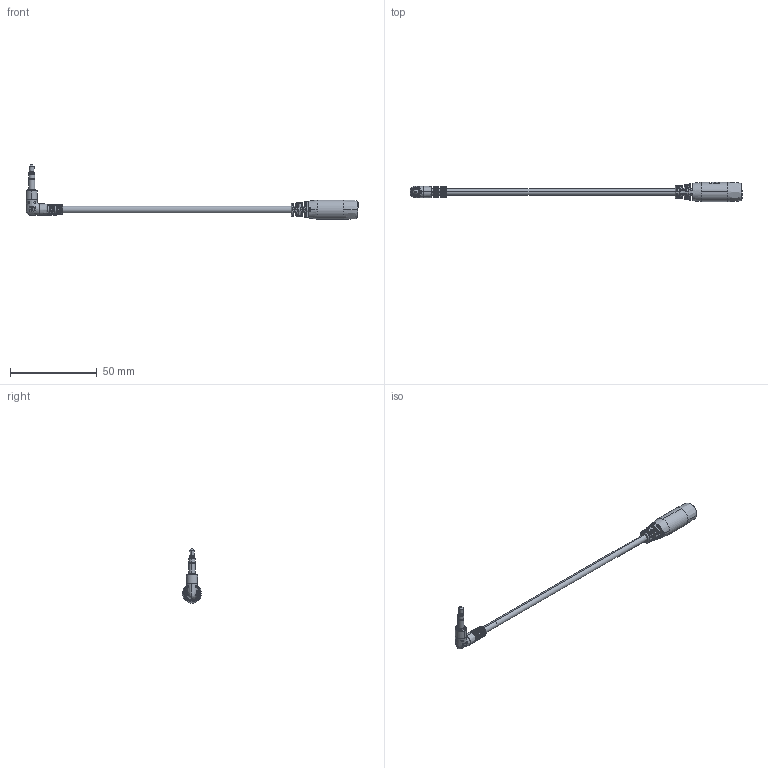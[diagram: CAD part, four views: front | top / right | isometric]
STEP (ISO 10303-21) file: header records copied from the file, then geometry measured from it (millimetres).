
FILE_DESCRIPTION (( 'STEP AP203' ), '1' );
FILE_NAME ('10-02138_revA2.STEP', '2017-05-22T16:00:10', ( '' ), ( '' ), 'SwSTEP 2.0', 'SolidWorks 2015', '' );
FILE_SCHEMA (( 'CONFIG_CONTROL_DESIGN' ));
Length unit declared in the file: millimetre
Products named in the file (11): 50-00039; 50-00039 insulator; 50-00039 ring; 50-00396; 50-00039 shell; 24-00085; 10-02138_revA2; 24-00036; 50-00039 contact 1; 50-00039 contact 2; 30-00177_blunt cut
Assembly tree (10 placements, depth 3):
  10-02138_revA2
    30-00177_blunt cut
    24-00085
    24-00036
    50-00396
    50-00039
      50-00039 contact 1
      50-00039 contact 2
      50-00039 insulator
      50-00039 ring
      50-00039 shell
Bounding box: 191 x 11 x 31.25 mm (x, y, z)
Volume: 5944.2 mm3; surface area: 18858.5 mm2
Topology: 74 solids, 74 shells, 1153 faces, 2804 edges, 1792 vertices
Faces by surface type: cylinder 416, plane 390, bspline 243, torus 54, cone 50
Entity records: 44463 total; most frequent: CARTESIAN_POINT 17586, ORIENTED_EDGE 5544, DIRECTION 4971, EDGE_CURVE 2772, AXIS2_PLACEMENT_3D 2060, VERTEX_POINT 1792, EDGE_LOOP 1332, FACE_OUTER_BOUND 1153
